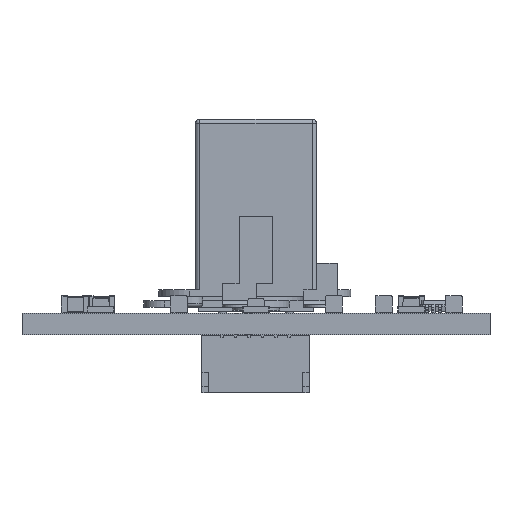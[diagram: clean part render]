
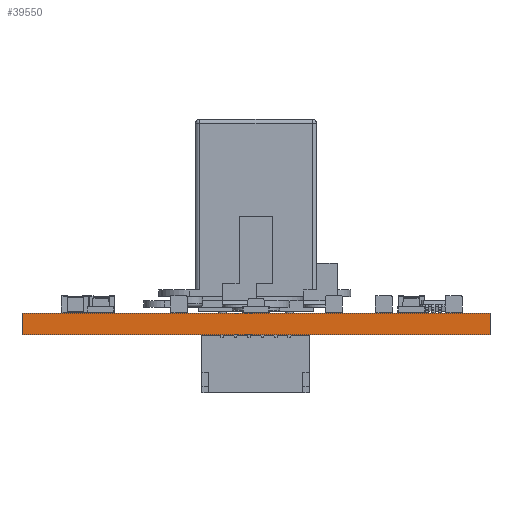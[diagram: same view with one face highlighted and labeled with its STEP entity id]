
A CAD part, front view. The second image highlights one B-rep face of the part: STEP entity #39550.
In plain terms, the highlighted planar face has unit normal (0, -1, 0).
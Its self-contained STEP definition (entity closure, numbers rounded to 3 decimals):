
#38606 = PLANE('',#38607);
#38607 = AXIS2_PLACEMENT_3D('',#38608,#38609,#38610);
#38608 = CARTESIAN_POINT('',(-17.409,-19.531,0.));
#38609 = DIRECTION('',(-1.,0.,0.));
#38610 = DIRECTION('',(0.,1.,0.));
#38634 = PLANE('',#38635);
#38635 = AXIS2_PLACEMENT_3D('',#38636,#38637,#38638);
#38636 = CARTESIAN_POINT('',(0.,0.,
    1.6));
#38637 = DIRECTION('',(0.,0.,-1.));
#38638 = DIRECTION('',(-1.,0.,0.));
#38662 = PLANE('',#38663);
#38663 = AXIS2_PLACEMENT_3D('',#38664,#38665,#38666);
#38664 = CARTESIAN_POINT('',(17.409,19.531,0.));
#38665 = DIRECTION('',(1.,0.,0.));
#38666 = DIRECTION('',(0.,-1.,0.));
#38688 = PLANE('',#38689);
#38689 = AXIS2_PLACEMENT_3D('',#38690,#38691,#38692);
#38690 = CARTESIAN_POINT('',(0.,0.,
    0.));
#38691 = DIRECTION('',(0.,0.,-1.));
#38692 = DIRECTION('',(-1.,0.,0.));
#38703 = EDGE_CURVE('',#38704,#38706,#38708,.T.);
#38704 = VERTEX_POINT('',#38705);
#38705 = CARTESIAN_POINT('',(-17.409,-19.531,0.));
#38706 = VERTEX_POINT('',#38707);
#38707 = CARTESIAN_POINT('',(-17.409,-19.531,1.6));
#38708 = SURFACE_CURVE('',#38709,(#38713,#38720),.PCURVE_S1.);
#38709 = LINE('',#38710,#38711);
#38710 = CARTESIAN_POINT('',(-17.409,-19.531,0.));
#38711 = VECTOR('',#38712,1.);
#38712 = DIRECTION('',(0.,0.,1.));
#38713 = PCURVE('',#38606,#38714);
#38714 = DEFINITIONAL_REPRESENTATION('',(#38715),#38719);
#38715 = LINE('',#38716,#38717);
#38716 = CARTESIAN_POINT('',(0.,0.));
#38717 = VECTOR('',#38718,1.);
#38718 = DIRECTION('',(0.,-1.));
#38719 = ( GEOMETRIC_REPRESENTATION_CONTEXT(2) 
PARAMETRIC_REPRESENTATION_CONTEXT() REPRESENTATION_CONTEXT('2D SPACE',''
  ) );
#38720 = PCURVE('',#38721,#38726);
#38721 = PLANE('',#38722);
#38722 = AXIS2_PLACEMENT_3D('',#38723,#38724,#38725);
#38723 = CARTESIAN_POINT('',(17.409,-19.531,0.));
#38724 = DIRECTION('',(0.,-1.,0.));
#38725 = DIRECTION('',(-1.,0.,0.));
#38726 = DEFINITIONAL_REPRESENTATION('',(#38727),#38731);
#38727 = LINE('',#38728,#38729);
#38728 = CARTESIAN_POINT('',(34.818,0.));
#38729 = VECTOR('',#38730,1.);
#38730 = DIRECTION('',(0.,-1.));
#38731 = ( GEOMETRIC_REPRESENTATION_CONTEXT(2) 
PARAMETRIC_REPRESENTATION_CONTEXT() REPRESENTATION_CONTEXT('2D SPACE',''
  ) );
#38781 = VERTEX_POINT('',#38782);
#38782 = CARTESIAN_POINT('',(17.409,-19.531,1.6));
#38803 = EDGE_CURVE('',#38804,#38781,#38806,.T.);
#38804 = VERTEX_POINT('',#38805);
#38805 = CARTESIAN_POINT('',(17.409,-19.531,0.));
#38806 = SURFACE_CURVE('',#38807,(#38811,#38818),.PCURVE_S1.);
#38807 = LINE('',#38808,#38809);
#38808 = CARTESIAN_POINT('',(17.409,-19.531,0.));
#38809 = VECTOR('',#38810,1.);
#38810 = DIRECTION('',(0.,0.,1.));
#38811 = PCURVE('',#38662,#38812);
#38812 = DEFINITIONAL_REPRESENTATION('',(#38813),#38817);
#38813 = LINE('',#38814,#38815);
#38814 = CARTESIAN_POINT('',(39.062,0.));
#38815 = VECTOR('',#38816,1.);
#38816 = DIRECTION('',(0.,-1.));
#38817 = ( GEOMETRIC_REPRESENTATION_CONTEXT(2) 
PARAMETRIC_REPRESENTATION_CONTEXT() REPRESENTATION_CONTEXT('2D SPACE',''
  ) );
#38818 = PCURVE('',#38721,#38819);
#38819 = DEFINITIONAL_REPRESENTATION('',(#38820),#38824);
#38820 = LINE('',#38821,#38822);
#38821 = CARTESIAN_POINT('',(0.,0.));
#38822 = VECTOR('',#38823,1.);
#38823 = DIRECTION('',(0.,-1.));
#38824 = ( GEOMETRIC_REPRESENTATION_CONTEXT(2) 
PARAMETRIC_REPRESENTATION_CONTEXT() REPRESENTATION_CONTEXT('2D SPACE',''
  ) );
#38852 = EDGE_CURVE('',#38804,#38704,#38853,.T.);
#38853 = SURFACE_CURVE('',#38854,(#38858,#38865),.PCURVE_S1.);
#38854 = LINE('',#38855,#38856);
#38855 = CARTESIAN_POINT('',(17.409,-19.531,0.));
#38856 = VECTOR('',#38857,1.);
#38857 = DIRECTION('',(-1.,0.,0.));
#38858 = PCURVE('',#38688,#38859);
#38859 = DEFINITIONAL_REPRESENTATION('',(#38860),#38864);
#38860 = LINE('',#38861,#38862);
#38861 = CARTESIAN_POINT('',(-17.409,-19.531));
#38862 = VECTOR('',#38863,1.);
#38863 = DIRECTION('',(1.,0.));
#38864 = ( GEOMETRIC_REPRESENTATION_CONTEXT(2) 
PARAMETRIC_REPRESENTATION_CONTEXT() REPRESENTATION_CONTEXT('2D SPACE',''
  ) );
#38865 = PCURVE('',#38721,#38866);
#38866 = DEFINITIONAL_REPRESENTATION('',(#38867),#38871);
#38867 = LINE('',#38868,#38869);
#38868 = CARTESIAN_POINT('',(0.,0.));
#38869 = VECTOR('',#38870,1.);
#38870 = DIRECTION('',(1.,0.));
#38871 = ( GEOMETRIC_REPRESENTATION_CONTEXT(2) 
PARAMETRIC_REPRESENTATION_CONTEXT() REPRESENTATION_CONTEXT('2D SPACE',''
  ) );
#39229 = EDGE_CURVE('',#38781,#38706,#39230,.T.);
#39230 = SURFACE_CURVE('',#39231,(#39235,#39242),.PCURVE_S1.);
#39231 = LINE('',#39232,#39233);
#39232 = CARTESIAN_POINT('',(17.409,-19.531,1.6));
#39233 = VECTOR('',#39234,1.);
#39234 = DIRECTION('',(-1.,0.,0.));
#39235 = PCURVE('',#38634,#39236);
#39236 = DEFINITIONAL_REPRESENTATION('',(#39237),#39241);
#39237 = LINE('',#39238,#39239);
#39238 = CARTESIAN_POINT('',(-17.409,-19.531));
#39239 = VECTOR('',#39240,1.);
#39240 = DIRECTION('',(1.,0.));
#39241 = ( GEOMETRIC_REPRESENTATION_CONTEXT(2) 
PARAMETRIC_REPRESENTATION_CONTEXT() REPRESENTATION_CONTEXT('2D SPACE',''
  ) );
#39242 = PCURVE('',#38721,#39243);
#39243 = DEFINITIONAL_REPRESENTATION('',(#39244),#39248);
#39244 = LINE('',#39245,#39246);
#39245 = CARTESIAN_POINT('',(0.,-1.6));
#39246 = VECTOR('',#39247,1.);
#39247 = DIRECTION('',(1.,0.));
#39248 = ( GEOMETRIC_REPRESENTATION_CONTEXT(2) 
PARAMETRIC_REPRESENTATION_CONTEXT() REPRESENTATION_CONTEXT('2D SPACE',''
  ) );
#39550 = ADVANCED_FACE('',(#39551),#38721,.T.);
#39551 = FACE_BOUND('',#39552,.T.);
#39552 = EDGE_LOOP('',(#39553,#39554,#39555,#39556));
#39553 = ORIENTED_EDGE('',*,*,#38803,.T.);
#39554 = ORIENTED_EDGE('',*,*,#39229,.T.);
#39555 = ORIENTED_EDGE('',*,*,#38703,.F.);
#39556 = ORIENTED_EDGE('',*,*,#38852,.F.);
